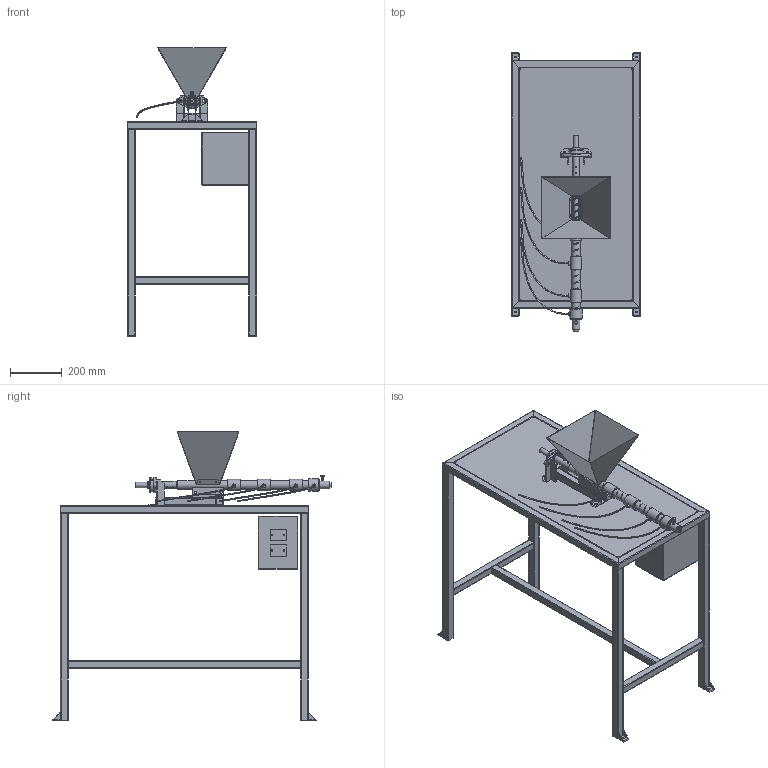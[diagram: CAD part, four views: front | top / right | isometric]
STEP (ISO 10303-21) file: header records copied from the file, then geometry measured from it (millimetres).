
FILE_DESCRIPTION(/* description */ (''),/* implementation_level */ '2;1');
FILE_NAME(/* name */ 'Extrusion V2.0 CAD.step',/* time_stamp */ '2016-02-27T00:12:30+01:00',/* author */ (''),/* organization */ (''),/* preprocessor_version */ 'ST-DEVELOPER v16.2',/* originating_system */ 'Autodesk Translation Framework v4.3.0.3010',/* authorisation */ '');
FILE_SCHEMA (('AUTOMOTIVE_DESIGN { 1 0 10303 214 3 1 1 }'));
Products named in the file (55): 00_Extrusion Stripped 3D model v3; Hopper; Front; trechterstrip (1) (1); Side (1); Front (2); Barrel (1); Drill 26; Component73; Barrel tube; Tube 34x26; Flat 30x4; Nozzle (1); Filter Alu R.30; 1" BSP fitting Female; M12x10; FlowAdjuster; M8x30; Barrel holder; Tube 30x30x3 (2); Tube 30x30x3 (1); Tube 30x30x3; Angle 30x3; Angle 30x3 (1); Angle 30x3 (2); Framework; Wood; Framework (1); Tube 30x30x3 ; Tube 30x30x3 (3); Tube 30x30x3 (2) (1); Tube 30x30x3 (4); Tube 30x30x3 (5); Tube 30x30x3 (6); Flat 30x3; Motor Shaft Adapter; Round 25; Electronics; Box; Components ...
Assembly tree (78 placements, depth 5):
  00_Extrusion Stripped 3D model v3
    Hopper
      Front
      trechterstrip (1) (1)  x2
      Side (1)  x2
      Front (2)
    Barrel (1)
      Drill 26
        Component73
      Barrel tube
        Tube 34x26
        Flat 30x4  x2
    Nozzle (1)
      Filter Alu R.30
      1" BSP fitting Female
      M12x10
      FlowAdjuster
      M8x30
    Barrel holder
      Tube 30x30x3 (2)  x2
      Tube 30x30x3 (1)
      Tube 30x30x3
      Angle 30x3
      Angle 30x3 (1)
      Angle 30x3 (2)
    Framework
      Wood
      Framework (1)
        Tube 30x30x3   x2
        Tube 30x30x3 (3)  x2
        Tube 30x30x3 (4)  x4
        Tube 30x30x3 (2) (1)  x4
        Tube 30x30x3 (5)  x2
        Tube 30x30x3 (6)
        Flat 30x3  x4
      Motor Shaft Adapter
        Round 25
    Electronics
      Box
        Components
          Rex  x2
          Relais  x2
        #39156
          Cover
          bracket  x4
          Rear
          Side (2)
          Top
          Side (2) (1)
          Bottom (2)
      Bearing 20 snr_ucfl204_0 v1 v1
      Heating elements
        Barrel
        Heaters
          Component55  x3
          Component56
Bounding box: 500.05 x 1079.5 x 1115.6 mm (x, y, z)
Volume: 15999669.9 mm3; surface area: 2972222.2 mm2
Topology: 66 solids, 69 shells, 918 faces, 2202 edges, 1463 vertices
Faces by surface type: plane 509, cylinder 255, bspline 106, cone 32, torus 9, sphere 7
Full cylindrical faces by diameter (mm): 0.8 x4, 1 x3, 1.5 x11, 3 x1, 4 x13, 4.234 x1, 4.918 x1, 5 x8, 6 x13, 7 x12, 7.035 x4, 8 x1, 9 x10, 10 x3, 10.274 x9, 12 x3, 13 x2, 13.64 x4, 20 x2, 25 x3, 26 x1, 29 x4, 30 x2, 30.611 x1, 34 x1, 35 x3, 40 x2, 40.314 x2, 43 x3, 48 x1
Entity records: 39221 total; most frequent: CARTESIAN_POINT 23302, ORIENTED_EDGE 2948, DIRECTION 2874, EDGE_CURVE 1474, AXIS2_PLACEMENT_3D 1064, VERTEX_POINT 1050, EDGE_LOOP 984, LINE 746
